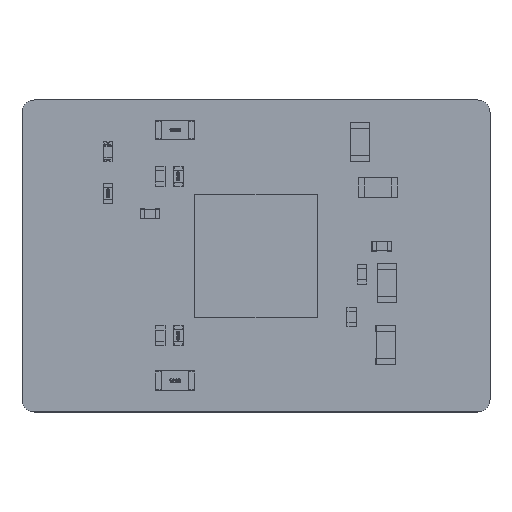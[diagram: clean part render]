
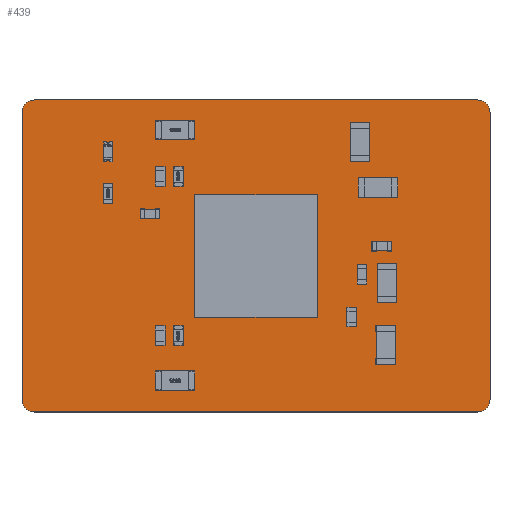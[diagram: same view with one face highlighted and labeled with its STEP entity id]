
A CAD part, top view. The second image highlights one B-rep face of the part: STEP entity #439.
In plain terms, the highlighted planar face has unit normal (0, 0, 1).
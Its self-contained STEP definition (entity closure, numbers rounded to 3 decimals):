
#174 = VERTEX_POINT('',#175);
#175 = CARTESIAN_POINT('',(-1.27,-10.43,0.));
#181 = EDGE_CURVE('',#174,#182,#184,.T.);
#182 = VERTEX_POINT('',#183);
#183 = CARTESIAN_POINT('',(-1.27,12.97,0.));
#184 = LINE('',#185,#186);
#185 = CARTESIAN_POINT('',(-1.27,-10.43,0.));
#186 = VECTOR('',#187,1.);
#187 = DIRECTION('',(0.,1.,0.));
#212 = EDGE_CURVE('',#182,#213,#215,.T.);
#213 = VERTEX_POINT('',#214);
#214 = CARTESIAN_POINT('',(-0.27,13.97,0.));
#215 = CIRCLE('',#216,1.);
#216 = AXIS2_PLACEMENT_3D('',#217,#218,#219);
#217 = CARTESIAN_POINT('',(-0.27,12.97,0.));
#218 = DIRECTION('',(0.,0.,-1.));
#219 = DIRECTION('',(-1.,0.,0.));
#245 = EDGE_CURVE('',#213,#246,#248,.T.);
#246 = VERTEX_POINT('',#247);
#247 = CARTESIAN_POINT('',(35.83,13.97,0.));
#248 = LINE('',#249,#250);
#249 = CARTESIAN_POINT('',(-0.27,13.97,0.));
#250 = VECTOR('',#251,1.);
#251 = DIRECTION('',(1.,0.,0.));
#276 = EDGE_CURVE('',#246,#277,#279,.T.);
#277 = VERTEX_POINT('',#278);
#278 = CARTESIAN_POINT('',(36.83,12.97,0.));
#279 = CIRCLE('',#280,1.);
#280 = AXIS2_PLACEMENT_3D('',#281,#282,#283);
#281 = CARTESIAN_POINT('',(35.83,12.97,0.));
#282 = DIRECTION('',(0.,0.,-1.));
#283 = DIRECTION('',(0.,1.,0.));
#309 = EDGE_CURVE('',#277,#310,#312,.T.);
#310 = VERTEX_POINT('',#311);
#311 = CARTESIAN_POINT('',(36.83,-10.43,0.));
#312 = LINE('',#313,#314);
#313 = CARTESIAN_POINT('',(36.83,12.97,0.));
#314 = VECTOR('',#315,1.);
#315 = DIRECTION('',(0.,-1.,0.));
#340 = EDGE_CURVE('',#310,#341,#343,.T.);
#341 = VERTEX_POINT('',#342);
#342 = CARTESIAN_POINT('',(35.83,-11.43,0.));
#343 = CIRCLE('',#344,1.);
#344 = AXIS2_PLACEMENT_3D('',#345,#346,#347);
#345 = CARTESIAN_POINT('',(35.83,-10.43,0.));
#346 = DIRECTION('',(0.,0.,-1.));
#347 = DIRECTION('',(1.,0.,0.));
#373 = EDGE_CURVE('',#341,#374,#376,.T.);
#374 = VERTEX_POINT('',#375);
#375 = CARTESIAN_POINT('',(-0.27,-11.43,0.));
#376 = LINE('',#377,#378);
#377 = CARTESIAN_POINT('',(35.83,-11.43,0.));
#378 = VECTOR('',#379,1.);
#379 = DIRECTION('',(-1.,0.,0.));
#404 = EDGE_CURVE('',#374,#174,#405,.T.);
#405 = CIRCLE('',#406,1.);
#406 = AXIS2_PLACEMENT_3D('',#407,#408,#409);
#407 = CARTESIAN_POINT('',(-0.27,-10.43,0.));
#408 = DIRECTION('',(0.,0.,-1.));
#409 = DIRECTION('',(0.,-1.,0.));
#439 = ADVANCED_FACE('',(#440),#450,.T.);
#440 = FACE_BOUND('',#441,.F.);
#441 = EDGE_LOOP('',(#442,#443,#444,#445,#446,#447,#448,#449));
#442 = ORIENTED_EDGE('',*,*,#181,.T.);
#443 = ORIENTED_EDGE('',*,*,#212,.T.);
#444 = ORIENTED_EDGE('',*,*,#245,.T.);
#445 = ORIENTED_EDGE('',*,*,#276,.T.);
#446 = ORIENTED_EDGE('',*,*,#309,.T.);
#447 = ORIENTED_EDGE('',*,*,#340,.T.);
#448 = ORIENTED_EDGE('',*,*,#373,.T.);
#449 = ORIENTED_EDGE('',*,*,#404,.T.);
#450 = PLANE('',#451);
#451 = AXIS2_PLACEMENT_3D('',#452,#453,#454);
#452 = CARTESIAN_POINT('',(-1.27,-10.43,0.));
#453 = DIRECTION('',(0.,0.,1.));
#454 = DIRECTION('',(1.,0.,0.));
